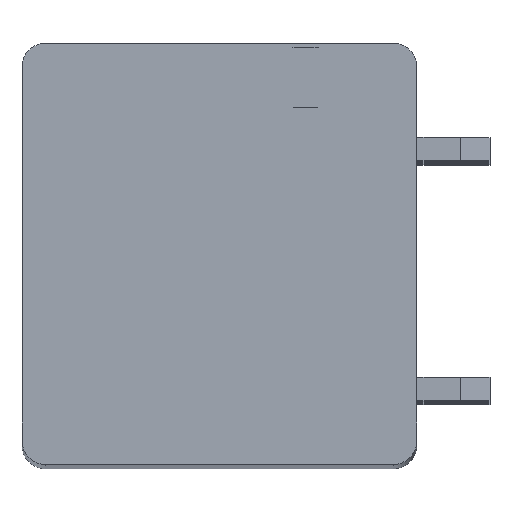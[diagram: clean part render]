
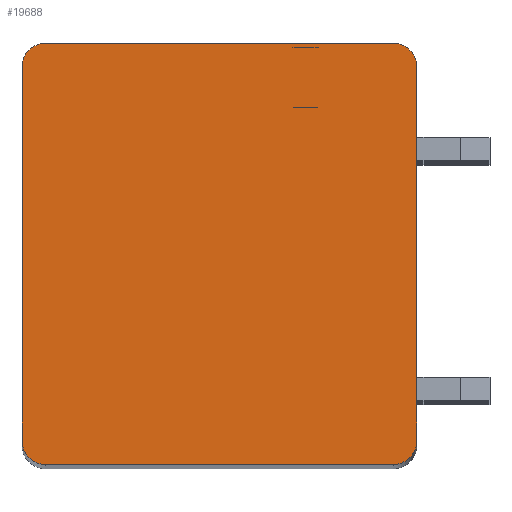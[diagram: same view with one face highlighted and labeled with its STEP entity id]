
A CAD part, top view. The second image highlights one B-rep face of the part: STEP entity #19688.
In plain terms, the highlighted planar face has unit normal (0, 0, 1).
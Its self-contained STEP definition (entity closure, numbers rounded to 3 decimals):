
#2073=CARTESIAN_POINT('',(-5.95,6.4,1.75));
#2074=DIRECTION('',(0.,0.,1.));
#2075=DIRECTION('',(0.,1.,0.));
#2076=AXIS2_PLACEMENT_3D('',#2073,#2074,#2075);
#2078=DIRECTION('',(-1.,0.,0.));
#2079=VECTOR('',#2078,11.9);
#2080=CARTESIAN_POINT('',(5.95,7.2,1.75));
#2081=LINE('',#2080,#2079);
#2082=CARTESIAN_POINT('',(5.95,6.4,1.75));
#2083=DIRECTION('',(0.,0.,1.));
#2084=DIRECTION('',(1.,0.,0.));
#2085=AXIS2_PLACEMENT_3D('',#2082,#2083,#2084);
#2087=DIRECTION('',(0.,1.,0.));
#2088=VECTOR('',#2087,12.8);
#2089=CARTESIAN_POINT('',(6.75,-6.4,1.75));
#2090=LINE('',#2089,#2088);
#2091=CARTESIAN_POINT('',(5.95,-6.4,1.75));
#2092=DIRECTION('',(0.,0.,1.));
#2093=DIRECTION('',(0.,-1.,0.));
#2094=AXIS2_PLACEMENT_3D('',#2091,#2092,#2093);
#2096=DIRECTION('',(1.,0.,0.));
#2097=VECTOR('',#2096,11.9);
#2098=CARTESIAN_POINT('',(-5.95,-7.2,1.75));
#2099=LINE('',#2098,#2097);
#2100=CARTESIAN_POINT('',(-5.95,-6.4,1.75));
#2101=DIRECTION('',(0.,0.,1.));
#2102=DIRECTION('',(-1.,0.,0.));
#2103=AXIS2_PLACEMENT_3D('',#2100,#2101,#2102);
#2105=DIRECTION('',(0.,-1.,0.));
#2106=VECTOR('',#2105,12.8);
#2107=CARTESIAN_POINT('',(-6.75,6.4,1.75));
#2108=LINE('',#2107,#2106);
#14909=CARTESIAN_POINT('',(-5.95,7.2,1.75));
#14910=VERTEX_POINT('',#14909);
#14911=CARTESIAN_POINT('',(-6.75,6.4,1.75));
#14912=VERTEX_POINT('',#14911);
#14917=CARTESIAN_POINT('',(6.75,6.4,1.75));
#14918=VERTEX_POINT('',#14917);
#14919=CARTESIAN_POINT('',(5.95,7.2,1.75));
#14920=VERTEX_POINT('',#14919);
#14925=CARTESIAN_POINT('',(-6.75,-6.4,1.75));
#14926=VERTEX_POINT('',#14925);
#14927=CARTESIAN_POINT('',(-5.95,-7.2,1.75));
#14928=VERTEX_POINT('',#14927);
#14933=CARTESIAN_POINT('',(5.95,-7.2,1.75));
#14934=VERTEX_POINT('',#14933);
#14935=CARTESIAN_POINT('',(6.75,-6.4,1.75));
#14936=VERTEX_POINT('',#14935);
#19673=CARTESIAN_POINT('',(0.,0.,1.75));
#19674=DIRECTION('',(0.,0.,1.));
#19675=DIRECTION('',(1.,0.,0.));
#19676=AXIS2_PLACEMENT_3D('',#19673,#19674,#19675);
#19677=PLANE('',#19676);
#19678=ORIENTED_EDGE('',*,*,#18417,.F.);
#19679=ORIENTED_EDGE('',*,*,#18433,.F.);
#19680=ORIENTED_EDGE('',*,*,#19118,.F.);
#19681=ORIENTED_EDGE('',*,*,#19133,.F.);
#19682=ORIENTED_EDGE('',*,*,#19626,.F.);
#19683=ORIENTED_EDGE('',*,*,#19639,.F.);
#19684=ORIENTED_EDGE('',*,*,#19654,.F.);
#19685=ORIENTED_EDGE('',*,*,#19666,.F.);
#19686=EDGE_LOOP('',(#19678,#19679,#19680,#19681,#19682,#19683,#19684,#19685));
#19687=FACE_OUTER_BOUND('',#19686,.F.);
#2077=CIRCLE('',#2076,0.8);
#2086=CIRCLE('',#2085,0.8);
#2095=CIRCLE('',#2094,0.8);
#2104=CIRCLE('',#2103,0.8);
#18417=EDGE_CURVE('',#14910,#14912,#2077,.T.);
#18433=EDGE_CURVE('',#14920,#14910,#2081,.T.);
#19118=EDGE_CURVE('',#14918,#14920,#2086,.T.);
#19133=EDGE_CURVE('',#14936,#14918,#2090,.T.);
#19626=EDGE_CURVE('',#14934,#14936,#2095,.T.);
#19639=EDGE_CURVE('',#14928,#14934,#2099,.T.);
#19654=EDGE_CURVE('',#14926,#14928,#2104,.T.);
#19666=EDGE_CURVE('',#14912,#14926,#2108,.T.);
#19688=ADVANCED_FACE('',(#19687),#19677,.T.);
